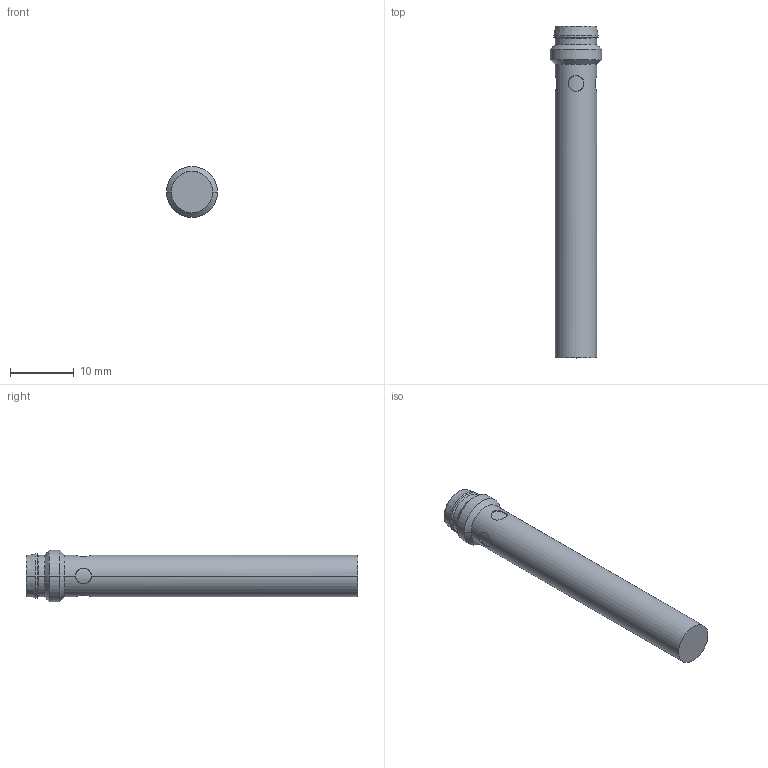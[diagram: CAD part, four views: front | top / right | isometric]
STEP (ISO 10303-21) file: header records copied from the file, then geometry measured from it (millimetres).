
FILE_DESCRIPTION((''),'2;1');
FILE_NAME('DM_CAD-2063','2015-01-12T',('Creinig-se'),(''),'PRO/ENGINEER BY PARAMETRIC TECHNOLOGY CORPORATION, 2013050','PRO/ENGINEER BY PARAMETRIC TECHNOLOGY CORPORATION, 2013050','');
FILE_SCHEMA(('CONFIG_CONTROL_DESIGN'));
Length unit declared in the file: millimetre
Products named in the file (1): DM_CAD-2063
Bounding box: 8 x 52 x 8 mm (x, y, z)
Volume: 1615 mm3; surface area: 1306.6 mm2
Topology: 1 solids, 1 shells, 45 faces, 161 edges, 125 vertices
Faces by surface type: cylinder 28, cone 8, sphere 6, plane 3
Entity records: 2608 total; most frequent: CARTESIAN_POINT 490, DIRECTION 289, ORIENTED_EDGE 200, PRESENTATION_STYLE_ASSIGNMENT 186, STYLED_ITEM 169, CURVE_STYLE 162, AXIS2_PLACEMENT_3D 108, EDGE_CURVE 100
